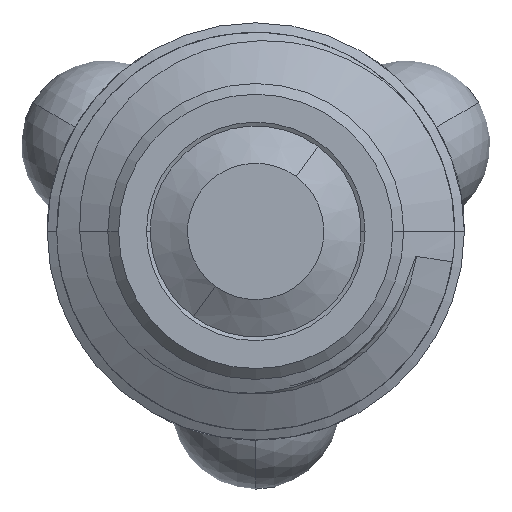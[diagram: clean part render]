
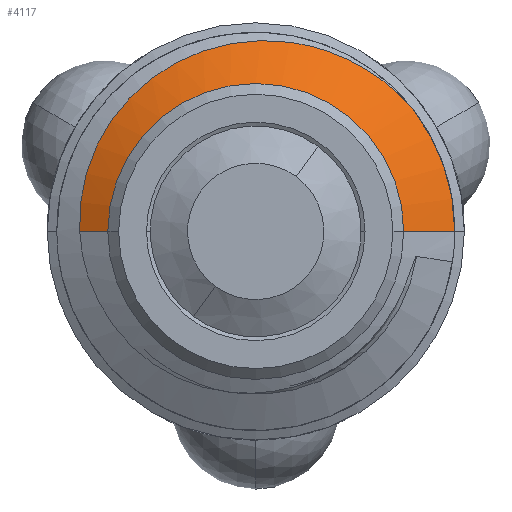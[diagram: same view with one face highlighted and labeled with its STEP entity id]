
A CAD part, front view. The second image highlights one B-rep face of the part: STEP entity #4117.
In plain terms, the highlighted conical face has half-angle 60 degrees and reference radius 3.493 mm.
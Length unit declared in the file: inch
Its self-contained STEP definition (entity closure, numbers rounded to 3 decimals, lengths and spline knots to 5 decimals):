
#49 = CARTESIAN_POINT ( 'NONE',  ( 0.16364, 0., 0.23622 ) ) ;
#124 = CARTESIAN_POINT ( 'NONE',  ( -0.1464, 0.1131, 0.24856 ) ) ;
#303 = CIRCLE ( 'NONE', #1917, 0.185 ) ;
#362 = DIRECTION ( 'NONE',  ( 1., 0., 0. ) ) ;
#482 = CARTESIAN_POINT ( 'NONE',  ( -0.13426, 0.1264, 0.24808 ) ) ;
#624 = EDGE_CURVE ( 'NONE', #2112, #3884, #1508, .T. ) ;
#832 = CARTESIAN_POINT ( 'NONE',  ( -0.185, 0., 0.24856 ) ) ;
#847 = FACE_OUTER_BOUND ( 'NONE', #2611, .T. ) ;
#971 = VECTOR ( 'NONE', #6115, 39.37008 ) ;
#991 = CARTESIAN_POINT ( 'NONE',  ( 0.09028, 0.14714, 0.24128 ) ) ;
#1508 = LINE ( 'NONE', #3826, #971 ) ;
#1534 = CARTESIAN_POINT ( 'NONE',  ( 0.0669, 0.16063, 0.24207 ) ) ;
#1647 = CARTESIAN_POINT ( 'NONE',  ( -0.14056, 0.11998, 0.24832 ) ) ;
#1682 = CARTESIAN_POINT ( 'NONE',  ( 0.11147, 0.13003, 0.24049 ) ) ;
#1689 = ORIENTED_EDGE ( 'NONE', *, *, #6065, .F. ) ;
#1917 = AXIS2_PLACEMENT_3D ( 'NONE', #6211, #5645, #362 ) ;
#1966 = CARTESIAN_POINT ( 'NONE',  ( 0., 0., 0.22113 ) ) ;
#2112 = VERTEX_POINT ( 'NONE', #4043 ) ;
#2173 = ORIENTED_EDGE ( 'NONE', *, *, #4782, .F. ) ;
#2216 = CARTESIAN_POINT ( 'NONE',  ( 0.13978, 0.0951, 0.23921 ) ) ;
#2236 = CONICAL_SURFACE ( 'NONE', #6452, 0.1375, 1.047 ) ;
#2253 = CARTESIAN_POINT ( 'NONE',  ( 0.16409, 0.00902, 0.23648 ) ) ;
#2440 = CARTESIAN_POINT ( 'NONE',  ( 0., 0., 0.22113 ) ) ;
#2611 = EDGE_LOOP ( 'NONE', ( #1689, #5346, #6198, #2173, #6565 ) ) ;
#2711 = CARTESIAN_POINT ( 'NONE',  ( 0.10464, 0.13616, 0.24076 ) ) ;
#2785 = CARTESIAN_POINT ( 'NONE',  ( 0.08273, 0.15203, 0.24154 ) ) ;
#2821 = CARTESIAN_POINT ( 'NONE',  ( 0.03279, 0.17273, 0.24312 ) ) ;
#3196 = B_SPLINE_CURVE_WITH_KNOTS ( 'NONE', 3,
 ( #6296, #2253, #5091, #4455, #7342, #5697, #3933, #7416, #2216, #6764, #3434, #1682, #2711, #991, #2785, #1534, #4561, #6185, #2821, #5124, #4528, #6870, #5583, #4004, #5729, #4493, #6258, #482, #1647, #7450 ),
 .UNSPECIFIED., .F., .F.,
 ( 4, 2, 2, 2, 2, 2, 2, 2, 2, 2, 2, 2, 2, 2, 4 ),
 ( 0.00565, 0.00634, 0.00702, 0.00771, 0.0084, 0.00908, 0.00977, 0.01045, 0.01114, 0.01183, 0.01251, 0.01388, 0.01526, 0.01594, 0.01663 ),
 .UNSPECIFIED. ) ;
#3434 = CARTESIAN_POINT ( 'NONE',  ( 0.12391, 0.11698, 0.23999 ) ) ;
#3591 = CARTESIAN_POINT ( 'NONE',  ( -0.1375, 0., 0.22113 ) ) ;
#3799 = EDGE_CURVE ( 'NONE', #7316, #6530, #6393, .T. ) ;
#3826 = CARTESIAN_POINT ( 'NONE',  ( 0.1375, 0., 0.22113 ) ) ;
#3884 = VERTEX_POINT ( 'NONE', #49 ) ;
#3933 = CARTESIAN_POINT ( 'NONE',  ( 0.15197, 0.07077, 0.2384 ) ) ;
#4004 = CARTESIAN_POINT ( 'NONE',  ( -0.07416, 0.16589, 0.24613 ) ) ;
#4043 = CARTESIAN_POINT ( 'NONE',  ( 0.1375, 0., 0.22113 ) ) ;
#4083 = CIRCLE ( 'NONE', #6879, 0.1375 ) ;
#4117 = ADVANCED_FACE ( 'NONE', ( #847 ), #2236, .T. ) ;
#4185 = DIRECTION ( 'NONE',  ( -1., 0., 0. ) ) ;
#4224 = DIRECTION ( 'NONE',  ( 0., 0., -1. ) ) ;
#4455 = CARTESIAN_POINT ( 'NONE',  ( 0.16178, 0.03597, 0.23729 ) ) ;
#4493 = CARTESIAN_POINT ( 'NONE',  ( -0.11345, 0.14382, 0.24738 ) ) ;
#4528 = CARTESIAN_POINT ( 'NONE',  ( 0.00607, 0.17701, 0.24387 ) ) ;
#4561 = CARTESIAN_POINT ( 'NONE',  ( 0.05854, 0.16435, 0.24234 ) ) ;
#4661 = VECTOR ( 'NONE', #4667, 39.37008 ) ;
#4667 = DIRECTION ( 'NONE',  ( -0.866, 0., 0.5 ) ) ;
#4782 = EDGE_CURVE ( 'NONE', #3884, #5232, #3196, .T. ) ;
#5091 = CARTESIAN_POINT ( 'NONE',  ( 0.16381, 0.01801, 0.23675 ) ) ;
#5124 = CARTESIAN_POINT ( 'NONE',  ( 0.01511, 0.17604, 0.24363 ) ) ;
#5232 = VERTEX_POINT ( 'NONE', #124 ) ;
#5346 = ORIENTED_EDGE ( 'NONE', *, *, #3799, .T. ) ;
#5521 = DIRECTION ( 'NONE',  ( 1., 0., 0. ) ) ;
#5558 = DIRECTION ( 'NONE',  ( 0., 0., 1. ) ) ;
#5583 = CARTESIAN_POINT ( 'NONE',  ( -0.03905, 0.17565, 0.2451 ) ) ;
#5612 = EDGE_CURVE ( 'NONE', #5232, #6530, #303, .T. ) ;
#5645 = DIRECTION ( 'NONE',  ( 0., 0., 1. ) ) ;
#5690 = CARTESIAN_POINT ( 'NONE',  ( -0.1375, 0., 0.22113 ) ) ;
#5697 = CARTESIAN_POINT ( 'NONE',  ( 0.15511, 0.06234, 0.23812 ) ) ;
#5729 = CARTESIAN_POINT ( 'NONE',  ( -0.09058, 0.15852, 0.24664 ) ) ;
#6065 = EDGE_CURVE ( 'NONE', #7316, #2112, #4083, .T. ) ;
#6115 = DIRECTION ( 'NONE',  ( 0.866, 0., 0.5 ) ) ;
#6185 = CARTESIAN_POINT ( 'NONE',  ( 0.04147, 0.1704, 0.24287 ) ) ;
#6198 = ORIENTED_EDGE ( 'NONE', *, *, #5612, .F. ) ;
#6211 = CARTESIAN_POINT ( 'NONE',  ( 0., 0., 0.24856 ) ) ;
#6258 = CARTESIAN_POINT ( 'NONE',  ( -0.12075, 0.13831, 0.24762 ) ) ;
#6296 = CARTESIAN_POINT ( 'NONE',  ( 0.16364, 0., 0.23622 ) ) ;
#6393 = LINE ( 'NONE', #5690, #4661 ) ;
#6452 = AXIS2_PLACEMENT_3D ( 'NONE', #1966, #5558, #5521 ) ;
#6530 = VERTEX_POINT ( 'NONE', #832 ) ;
#6565 = ORIENTED_EDGE ( 'NONE', *, *, #624, .F. ) ;
#6764 = CARTESIAN_POINT ( 'NONE',  ( 0.12958, 0.11, 0.23974 ) ) ;
#6870 = CARTESIAN_POINT ( 'NONE',  ( -0.02119, 0.17781, 0.2446 ) ) ;
#6879 = AXIS2_PLACEMENT_3D ( 'NONE', #2440, #4224, #4185 ) ;
#7316 = VERTEX_POINT ( 'NONE', #3591 ) ;
#7342 = CARTESIAN_POINT ( 'NONE',  ( 0.16002, 0.04498, 0.23757 ) ) ;
#7416 = CARTESIAN_POINT ( 'NONE',  ( 0.14433, 0.08712, 0.23894 ) ) ;
#7450 = CARTESIAN_POINT ( 'NONE',  ( -0.1464, 0.1131, 0.24856 ) ) ;
